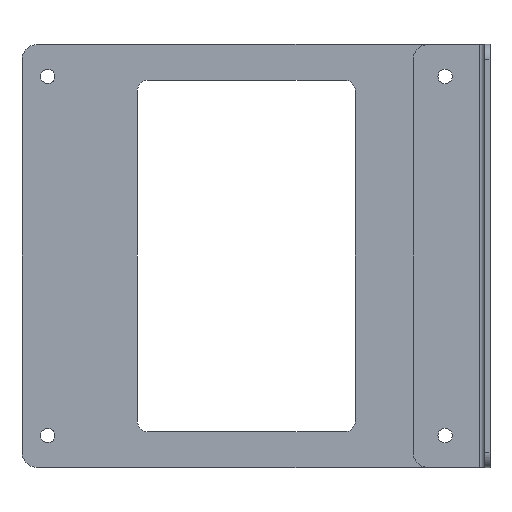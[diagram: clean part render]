
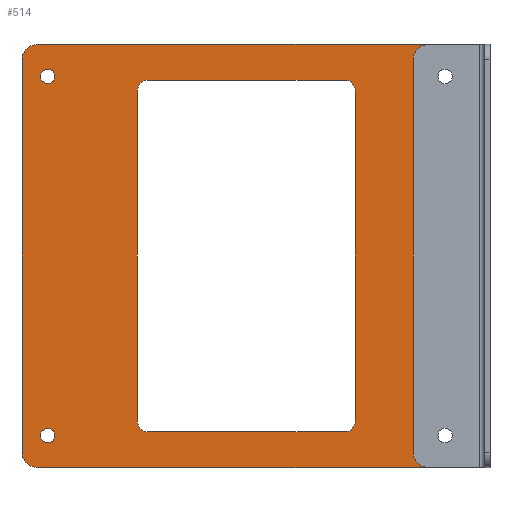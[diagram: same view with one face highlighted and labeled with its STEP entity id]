
A CAD part, front view. The second image highlights one B-rep face of the part: STEP entity #514.
In plain terms, the highlighted planar face has unit normal (0, -1, 0).
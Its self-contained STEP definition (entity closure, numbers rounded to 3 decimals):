
#33=CARTESIAN_POINT('',(77.5,0.,-70.));
#34=DIRECTION('',(0.,-1.,0.));
#35=DIRECTION('',(1.,0.,0.));
#36=AXIS2_PLACEMENT_3D('',#33,#34,#35);
#38=CARTESIAN_POINT('',(77.5,0.,-70.));
#39=DIRECTION('',(0.,-1.,0.));
#40=DIRECTION('',(-1.,0.,0.));
#41=AXIS2_PLACEMENT_3D('',#38,#39,#40);
#43=CARTESIAN_POINT('',(-77.5,0.,-70.));
#44=DIRECTION('',(0.,-1.,0.));
#45=DIRECTION('',(1.,0.,0.));
#46=AXIS2_PLACEMENT_3D('',#43,#44,#45);
#48=CARTESIAN_POINT('',(-77.5,0.,-70.));
#49=DIRECTION('',(0.,-1.,0.));
#50=DIRECTION('',(-1.,0.,0.));
#51=AXIS2_PLACEMENT_3D('',#48,#49,#50);
#53=CARTESIAN_POINT('',(-77.5,0.,70.));
#54=DIRECTION('',(0.,-1.,0.));
#55=DIRECTION('',(1.,0.,0.));
#56=AXIS2_PLACEMENT_3D('',#53,#54,#55);
#58=CARTESIAN_POINT('',(-77.5,0.,70.));
#59=DIRECTION('',(0.,-1.,0.));
#60=DIRECTION('',(-1.,0.,0.));
#61=AXIS2_PLACEMENT_3D('',#58,#59,#60);
#63=CARTESIAN_POINT('',(77.5,0.,70.));
#64=DIRECTION('',(0.,-1.,0.));
#65=DIRECTION('',(1.,0.,0.));
#66=AXIS2_PLACEMENT_3D('',#63,#64,#65);
#68=CARTESIAN_POINT('',(77.5,0.,70.));
#69=DIRECTION('',(0.,-1.,0.));
#70=DIRECTION('',(-1.,0.,0.));
#71=AXIS2_PLACEMENT_3D('',#68,#69,#70);
#73=DIRECTION('',(0.,0.,-1.));
#74=VECTOR('',#73,129.);
#75=CARTESIAN_POINT('',(-42.5,0.,64.5));
#76=LINE('',#75,#74);
#77=DIRECTION('',(1.,0.,0.));
#78=VECTOR('',#77,77.);
#79=CARTESIAN_POINT('',(-38.5,0.,-68.5));
#80=LINE('',#79,#78);
#81=DIRECTION('',(0.,0.,1.));
#82=VECTOR('',#81,129.);
#83=CARTESIAN_POINT('',(42.5,0.,-64.5));
#84=LINE('',#83,#82);
#85=DIRECTION('',(-1.,0.,0.));
#86=VECTOR('',#85,77.);
#87=CARTESIAN_POINT('',(38.5,0.,68.5));
#88=LINE('',#87,#86);
#89=CARTESIAN_POINT('',(81.5,0.,76.5));
#90=DIRECTION('',(0.,-1.,0.));
#91=DIRECTION('',(1.,0.,0.));
#92=AXIS2_PLACEMENT_3D('',#89,#90,#91);
#94=DIRECTION('',(0.,0.,-1.));
#95=VECTOR('',#94,153.);
#96=CARTESIAN_POINT('',(87.5,0.,76.5));
#97=LINE('',#96,#95);
#98=CARTESIAN_POINT('',(81.5,0.,-76.5));
#99=DIRECTION('',(0.,-1.,0.));
#100=DIRECTION('',(0.,0.,-1.));
#101=AXIS2_PLACEMENT_3D('',#98,#99,#100);
#103=DIRECTION('',(-1.,0.,0.));
#104=VECTOR('',#103,163.);
#105=CARTESIAN_POINT('',(81.5,0.,-82.5));
#106=LINE('',#105,#104);
#107=CARTESIAN_POINT('',(-81.5,0.,-76.5));
#108=DIRECTION('',(0.,-1.,0.));
#109=DIRECTION('',(-1.,0.,0.));
#110=AXIS2_PLACEMENT_3D('',#107,#108,#109);
#112=DIRECTION('',(0.,0.,1.));
#113=VECTOR('',#112,153.);
#114=CARTESIAN_POINT('',(-87.5,0.,-76.5));
#115=LINE('',#114,#113);
#116=CARTESIAN_POINT('',(-81.5,0.,76.5));
#117=DIRECTION('',(0.,-1.,0.));
#118=DIRECTION('',(0.,0.,1.));
#119=AXIS2_PLACEMENT_3D('',#116,#117,#118);
#121=DIRECTION('',(1.,0.,0.));
#122=VECTOR('',#121,163.);
#123=CARTESIAN_POINT('',(-81.5,0.,82.5));
#124=LINE('',#123,#122);
#257=CARTESIAN_POINT('',(38.5,0.,-64.5));
#258=DIRECTION('',(0.,1.,0.));
#259=DIRECTION('',(1.,0.,0.));
#260=AXIS2_PLACEMENT_3D('',#257,#258,#259);
#275=CARTESIAN_POINT('',(38.5,0.,64.5));
#276=DIRECTION('',(0.,1.,0.));
#277=DIRECTION('',(0.,0.,1.));
#278=AXIS2_PLACEMENT_3D('',#275,#276,#277);
#293=CARTESIAN_POINT('',(-38.5,0.,64.5));
#294=DIRECTION('',(0.,1.,0.));
#295=DIRECTION('',(-1.,0.,0.));
#296=AXIS2_PLACEMENT_3D('',#293,#294,#295);
#311=CARTESIAN_POINT('',(-38.5,0.,-64.5));
#312=DIRECTION('',(0.,1.,0.));
#313=DIRECTION('',(0.,0.,-1.));
#314=AXIS2_PLACEMENT_3D('',#311,#312,#313);
#353=CARTESIAN_POINT('',(80.3,0.,-70.));
#354=CARTESIAN_POINT('',(74.7,0.,-70.));
#355=VERTEX_POINT('',#353);
#356=VERTEX_POINT('',#354);
#357=CARTESIAN_POINT('',(-74.7,0.,-70.));
#358=CARTESIAN_POINT('',(-80.3,0.,-70.));
#359=VERTEX_POINT('',#357);
#360=VERTEX_POINT('',#358);
#361=CARTESIAN_POINT('',(-74.7,0.,70.));
#362=CARTESIAN_POINT('',(-80.3,0.,70.));
#363=VERTEX_POINT('',#361);
#364=VERTEX_POINT('',#362);
#365=CARTESIAN_POINT('',(80.3,0.,70.));
#366=CARTESIAN_POINT('',(74.7,0.,70.));
#367=VERTEX_POINT('',#365);
#368=VERTEX_POINT('',#366);
#385=CARTESIAN_POINT('',(87.5,0.,76.5));
#386=CARTESIAN_POINT('',(81.5,0.,82.5));
#387=VERTEX_POINT('',#385);
#388=VERTEX_POINT('',#386);
#393=CARTESIAN_POINT('',(-81.5,0.,82.5));
#394=CARTESIAN_POINT('',(-87.5,0.,76.5));
#395=VERTEX_POINT('',#393);
#396=VERTEX_POINT('',#394);
#401=CARTESIAN_POINT('',(-87.5,0.,-76.5));
#402=CARTESIAN_POINT('',(-81.5,0.,-82.5));
#403=VERTEX_POINT('',#401);
#404=VERTEX_POINT('',#402);
#409=CARTESIAN_POINT('',(81.5,0.,-82.5));
#410=CARTESIAN_POINT('',(87.5,0.,-76.5));
#411=VERTEX_POINT('',#409);
#412=VERTEX_POINT('',#410);
#417=CARTESIAN_POINT('',(42.5,0.,-64.5));
#419=VERTEX_POINT('',#417);
#421=CARTESIAN_POINT('',(38.5,0.,-68.5));
#423=VERTEX_POINT('',#421);
#425=CARTESIAN_POINT('',(-38.5,0.,-68.5));
#427=VERTEX_POINT('',#425);
#429=CARTESIAN_POINT('',(-42.5,0.,-64.5));
#431=VERTEX_POINT('',#429);
#433=CARTESIAN_POINT('',(38.5,0.,68.5));
#435=VERTEX_POINT('',#433);
#437=CARTESIAN_POINT('',(42.5,0.,64.5));
#439=VERTEX_POINT('',#437);
#441=CARTESIAN_POINT('',(-42.5,0.,64.5));
#443=VERTEX_POINT('',#441);
#445=CARTESIAN_POINT('',(-38.5,0.,68.5));
#447=VERTEX_POINT('',#445);
#449=CARTESIAN_POINT('',(0.,0.,0.));
#450=DIRECTION('',(0.,1.,0.));
#451=DIRECTION('',(1.,0.,0.));
#452=AXIS2_PLACEMENT_3D('',#449,#450,#451);
#453=PLANE('',#452);
#455=ORIENTED_EDGE('',*,*,#454,.F.);
#457=ORIENTED_EDGE('',*,*,#456,.T.);
#459=ORIENTED_EDGE('',*,*,#458,.F.);
#461=ORIENTED_EDGE('',*,*,#460,.T.);
#463=ORIENTED_EDGE('',*,*,#462,.F.);
#465=ORIENTED_EDGE('',*,*,#464,.T.);
#467=ORIENTED_EDGE('',*,*,#466,.F.);
#469=ORIENTED_EDGE('',*,*,#468,.T.);
#470=EDGE_LOOP('',(#455,#457,#459,#461,#463,#465,#467,#469));
#471=FACE_OUTER_BOUND('',#470,.F.);
#473=ORIENTED_EDGE('',*,*,#472,.T.);
#475=ORIENTED_EDGE('',*,*,#474,.T.);
#476=EDGE_LOOP('',(#473,#475));
#477=FACE_BOUND('',#476,.F.);
#479=ORIENTED_EDGE('',*,*,#478,.T.);
#481=ORIENTED_EDGE('',*,*,#480,.T.);
#482=EDGE_LOOP('',(#479,#481));
#483=FACE_BOUND('',#482,.F.);
#485=ORIENTED_EDGE('',*,*,#484,.T.);
#487=ORIENTED_EDGE('',*,*,#486,.T.);
#488=EDGE_LOOP('',(#485,#487));
#489=FACE_BOUND('',#488,.F.);
#491=ORIENTED_EDGE('',*,*,#490,.T.);
#493=ORIENTED_EDGE('',*,*,#492,.F.);
#495=ORIENTED_EDGE('',*,*,#494,.T.);
#497=ORIENTED_EDGE('',*,*,#496,.F.);
#499=ORIENTED_EDGE('',*,*,#498,.T.);
#501=ORIENTED_EDGE('',*,*,#500,.F.);
#503=ORIENTED_EDGE('',*,*,#502,.T.);
#505=ORIENTED_EDGE('',*,*,#504,.F.);
#506=EDGE_LOOP('',(#491,#493,#495,#497,#499,#501,#503,#505));
#507=FACE_BOUND('',#506,.F.);
#509=ORIENTED_EDGE('',*,*,#508,.T.);
#511=ORIENTED_EDGE('',*,*,#510,.T.);
#512=EDGE_LOOP('',(#509,#511));
#513=FACE_BOUND('',#512,.F.);
#514=ADVANCED_FACE('',(#471,#477,#483,#489,#507,#513),#453,.F.);
#37=CIRCLE('',#36,2.8);
#42=CIRCLE('',#41,2.8);
#47=CIRCLE('',#46,2.8);
#52=CIRCLE('',#51,2.8);
#57=CIRCLE('',#56,2.8);
#62=CIRCLE('',#61,2.8);
#67=CIRCLE('',#66,2.8);
#72=CIRCLE('',#71,2.8);
#93=CIRCLE('',#92,6.);
#102=CIRCLE('',#101,6.);
#111=CIRCLE('',#110,6.);
#120=CIRCLE('',#119,6.);
#261=CIRCLE('',#260,4.);
#279=CIRCLE('',#278,4.);
#297=CIRCLE('',#296,4.);
#315=CIRCLE('',#314,4.);
#454=EDGE_CURVE('',#387,#388,#93,.T.);
#456=EDGE_CURVE('',#387,#412,#97,.T.);
#458=EDGE_CURVE('',#411,#412,#102,.T.);
#460=EDGE_CURVE('',#411,#404,#106,.T.);
#462=EDGE_CURVE('',#403,#404,#111,.T.);
#464=EDGE_CURVE('',#403,#396,#115,.T.);
#466=EDGE_CURVE('',#395,#396,#120,.T.);
#468=EDGE_CURVE('',#395,#388,#124,.T.);
#472=EDGE_CURVE('',#359,#360,#47,.T.);
#474=EDGE_CURVE('',#360,#359,#52,.T.);
#478=EDGE_CURVE('',#363,#364,#57,.T.);
#480=EDGE_CURVE('',#364,#363,#62,.T.);
#484=EDGE_CURVE('',#367,#368,#67,.T.);
#486=EDGE_CURVE('',#368,#367,#72,.T.);
#490=EDGE_CURVE('',#443,#431,#76,.T.);
#492=EDGE_CURVE('',#427,#431,#315,.T.);
#494=EDGE_CURVE('',#427,#423,#80,.T.);
#496=EDGE_CURVE('',#419,#423,#261,.T.);
#498=EDGE_CURVE('',#419,#439,#84,.T.);
#500=EDGE_CURVE('',#435,#439,#279,.T.);
#502=EDGE_CURVE('',#435,#447,#88,.T.);
#504=EDGE_CURVE('',#443,#447,#297,.T.);
#508=EDGE_CURVE('',#355,#356,#37,.T.);
#510=EDGE_CURVE('',#356,#355,#42,.T.);
